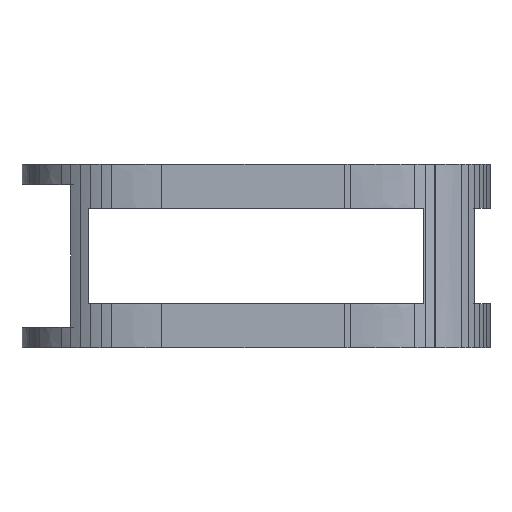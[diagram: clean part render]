
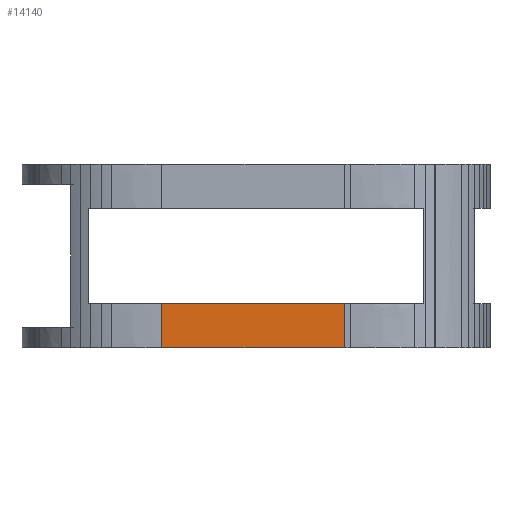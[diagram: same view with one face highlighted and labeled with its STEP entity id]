
A CAD part, left-side view. The second image highlights one B-rep face of the part: STEP entity #14140.
In plain terms, the highlighted planar face has unit normal (-1, 0, 0).
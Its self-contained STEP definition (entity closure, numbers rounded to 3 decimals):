
#50 = PLANE('',#51);
#51 = AXIS2_PLACEMENT_3D('',#52,#53,#54);
#52 = CARTESIAN_POINT('',(-19.48,46.62,0.));
#53 = DIRECTION('',(0.,0.,1.));
#54 = DIRECTION('',(1.,0.,0.));
#3994 = VERTEX_POINT('',#3995);
#3995 = CARTESIAN_POINT('',(-71.07,67.41,0.));
#4014 = CYLINDRICAL_SURFACE('',#4015,4.97);
#4015 = AXIS2_PLACEMENT_3D('',#4016,#4017,#4018);
#4016 = CARTESIAN_POINT('',(-66.1,67.41,0.));
#4017 = DIRECTION('',(-0.,-0.,-1.));
#4018 = DIRECTION('',(0.,-1.,0.));
#4026 = EDGE_CURVE('',#4027,#3994,#4029,.T.);
#4027 = VERTEX_POINT('',#4028);
#4028 = CARTESIAN_POINT('',(-71.07,27.14,0.));
#4029 = SURFACE_CURVE('',#4030,(#4034,#4041),.PCURVE_S1.);
#4030 = LINE('',#4031,#4032);
#4031 = CARTESIAN_POINT('',(-71.07,27.14,0.));
#4032 = VECTOR('',#4033,1.);
#4033 = DIRECTION('',(0.,1.,0.));
#4034 = PCURVE('',#50,#4035);
#4035 = DEFINITIONAL_REPRESENTATION('',(#4036),#4040);
#4036 = LINE('',#4037,#4038);
#4037 = CARTESIAN_POINT('',(-51.59,-19.48));
#4038 = VECTOR('',#4039,1.);
#4039 = DIRECTION('',(0.,1.));
#4040 = ( GEOMETRIC_REPRESENTATION_CONTEXT(2) 
PARAMETRIC_REPRESENTATION_CONTEXT() REPRESENTATION_CONTEXT('2D SPACE',''
  ) );
#4041 = PCURVE('',#4042,#4047);
#4042 = PLANE('',#4043);
#4043 = AXIS2_PLACEMENT_3D('',#4044,#4045,#4046);
#4044 = CARTESIAN_POINT('',(-71.07,27.14,0.));
#4045 = DIRECTION('',(-1.,0.,0.));
#4046 = DIRECTION('',(0.,1.,0.));
#4047 = DEFINITIONAL_REPRESENTATION('',(#4048),#4052);
#4048 = LINE('',#4049,#4050);
#4049 = CARTESIAN_POINT('',(0.,0.));
#4050 = VECTOR('',#4051,1.);
#4051 = DIRECTION('',(1.,0.));
#4052 = ( GEOMETRIC_REPRESENTATION_CONTEXT(2) 
PARAMETRIC_REPRESENTATION_CONTEXT() REPRESENTATION_CONTEXT('2D SPACE',''
  ) );
#4075 = CYLINDRICAL_SURFACE('',#4076,4.97);
#4076 = AXIS2_PLACEMENT_3D('',#4077,#4078,#4079);
#4077 = CARTESIAN_POINT('',(-66.1,27.14,0.));
#4078 = DIRECTION('',(0.,0.,-1.));
#4079 = DIRECTION('',(0.007,-1.,0.));
#13572 = PLANE('',#13573);
#13573 = AXIS2_PLACEMENT_3D('',#13574,#13575,#13576);
#13574 = CARTESIAN_POINT('',(-78.35,9.75,9.72));
#13575 = DIRECTION('',(0.,0.,1.));
#13576 = DIRECTION('',(1.,0.,0.));
#14091 = EDGE_CURVE('',#3994,#14092,#14094,.T.);
#14092 = VERTEX_POINT('',#14093);
#14093 = CARTESIAN_POINT('',(-71.07,67.41,9.72));
#14094 = SURFACE_CURVE('',#14095,(#14099,#14106),.PCURVE_S1.);
#14095 = LINE('',#14096,#14097);
#14096 = CARTESIAN_POINT('',(-71.07,67.41,0.));
#14097 = VECTOR('',#14098,1.);
#14098 = DIRECTION('',(0.,0.,1.));
#14099 = PCURVE('',#4014,#14100);
#14100 = DEFINITIONAL_REPRESENTATION('',(#14101),#14105);
#14101 = LINE('',#14102,#14103);
#14102 = CARTESIAN_POINT('',(1.571,0.));
#14103 = VECTOR('',#14104,1.);
#14104 = DIRECTION('',(0.,-1.));
#14105 = ( GEOMETRIC_REPRESENTATION_CONTEXT(2) 
PARAMETRIC_REPRESENTATION_CONTEXT() REPRESENTATION_CONTEXT('2D SPACE',''
  ) );
#14106 = PCURVE('',#4042,#14107);
#14107 = DEFINITIONAL_REPRESENTATION('',(#14108),#14112);
#14108 = LINE('',#14109,#14110);
#14109 = CARTESIAN_POINT('',(40.27,0.));
#14110 = VECTOR('',#14111,1.);
#14111 = DIRECTION('',(0.,-1.));
#14112 = ( GEOMETRIC_REPRESENTATION_CONTEXT(2) 
PARAMETRIC_REPRESENTATION_CONTEXT() REPRESENTATION_CONTEXT('2D SPACE',''
  ) );
#14140 = ADVANCED_FACE('',(#14141),#4042,.T.);
#14141 = FACE_BOUND('',#14142,.T.);
#14142 = EDGE_LOOP('',(#14143,#14144,#14167,#14186));
#14143 = ORIENTED_EDGE('',*,*,#4026,.F.);
#14144 = ORIENTED_EDGE('',*,*,#14145,.T.);
#14145 = EDGE_CURVE('',#4027,#14146,#14148,.T.);
#14146 = VERTEX_POINT('',#14147);
#14147 = CARTESIAN_POINT('',(-71.07,27.14,9.72));
#14148 = SURFACE_CURVE('',#14149,(#14153,#14160),.PCURVE_S1.);
#14149 = LINE('',#14150,#14151);
#14150 = CARTESIAN_POINT('',(-71.07,27.14,0.));
#14151 = VECTOR('',#14152,1.);
#14152 = DIRECTION('',(0.,0.,1.));
#14153 = PCURVE('',#4042,#14154);
#14154 = DEFINITIONAL_REPRESENTATION('',(#14155),#14159);
#14155 = LINE('',#14156,#14157);
#14156 = CARTESIAN_POINT('',(0.,0.));
#14157 = VECTOR('',#14158,1.);
#14158 = DIRECTION('',(0.,-1.));
#14159 = ( GEOMETRIC_REPRESENTATION_CONTEXT(2) 
PARAMETRIC_REPRESENTATION_CONTEXT() REPRESENTATION_CONTEXT('2D SPACE',''
  ) );
#14160 = PCURVE('',#4075,#14161);
#14161 = DEFINITIONAL_REPRESENTATION('',(#14162),#14166);
#14162 = LINE('',#14163,#14164);
#14163 = CARTESIAN_POINT('',(1.578,0.));
#14164 = VECTOR('',#14165,1.);
#14165 = DIRECTION('',(0.,-1.));
#14166 = ( GEOMETRIC_REPRESENTATION_CONTEXT(2) 
PARAMETRIC_REPRESENTATION_CONTEXT() REPRESENTATION_CONTEXT('2D SPACE',''
  ) );
#14167 = ORIENTED_EDGE('',*,*,#14168,.T.);
#14168 = EDGE_CURVE('',#14146,#14092,#14169,.T.);
#14169 = SURFACE_CURVE('',#14170,(#14174,#14180),.PCURVE_S1.);
#14170 = LINE('',#14171,#14172);
#14171 = CARTESIAN_POINT('',(-71.07,18.445,9.72));
#14172 = VECTOR('',#14173,1.);
#14173 = DIRECTION('',(0.,1.,0.));
#14174 = PCURVE('',#4042,#14175);
#14175 = DEFINITIONAL_REPRESENTATION('',(#14176),#14179);
#14176 = B_SPLINE_CURVE_WITH_KNOTS('',1,(#14177,#14178),.UNSPECIFIED.,
  .F.,.F.,(2,2),(8.695,48.965),
  .PIECEWISE_BEZIER_KNOTS.);
#14177 = CARTESIAN_POINT('',(0.,-9.72));
#14178 = CARTESIAN_POINT('',(40.27,-9.72));
#14179 = ( GEOMETRIC_REPRESENTATION_CONTEXT(2) 
PARAMETRIC_REPRESENTATION_CONTEXT() REPRESENTATION_CONTEXT('2D SPACE',''
  ) );
#14180 = PCURVE('',#13572,#14181);
#14181 = DEFINITIONAL_REPRESENTATION('',(#14182),#14185);
#14182 = B_SPLINE_CURVE_WITH_KNOTS('',1,(#14183,#14184),.UNSPECIFIED.,
  .F.,.F.,(2,2),(8.695,48.965),
  .PIECEWISE_BEZIER_KNOTS.);
#14183 = CARTESIAN_POINT('',(7.28,17.39));
#14184 = CARTESIAN_POINT('',(7.28,57.66));
#14185 = ( GEOMETRIC_REPRESENTATION_CONTEXT(2) 
PARAMETRIC_REPRESENTATION_CONTEXT() REPRESENTATION_CONTEXT('2D SPACE',''
  ) );
#14186 = ORIENTED_EDGE('',*,*,#14091,.F.);
